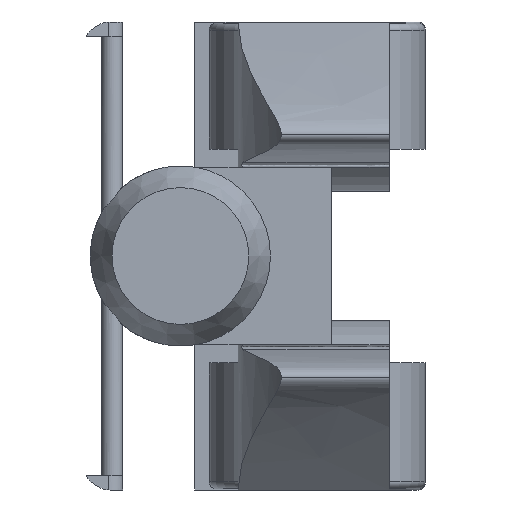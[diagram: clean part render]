
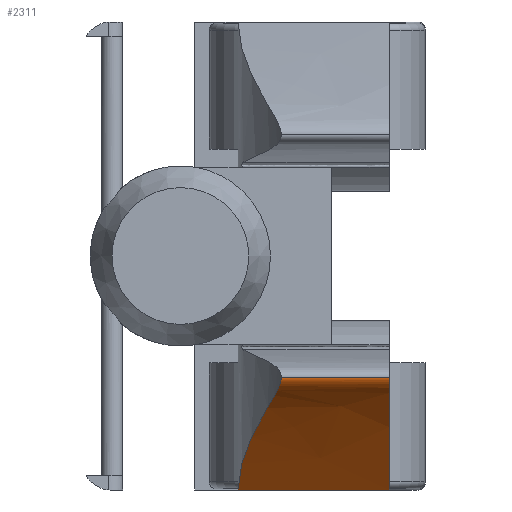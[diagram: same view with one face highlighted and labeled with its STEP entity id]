
A CAD part, left-side view. The second image highlights one B-rep face of the part: STEP entity #2311.
In plain terms, the highlighted free-form (B-spline) face has degree [2, 1] with [3, 2] control points.
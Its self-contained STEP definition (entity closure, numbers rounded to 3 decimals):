
#31=(
BOUNDED_SURFACE()
B_SPLINE_SURFACE(2,1,((#3920,#3921),(#3922,#3923),(#3924,#3925)),
 .UNSPECIFIED.,.F.,.F.,.F.)
B_SPLINE_SURFACE_WITH_KNOTS((3,3),(2,2),(3.208,6.417),
(0.,2.97),.UNSPECIFIED.)
GEOMETRIC_REPRESENTATION_ITEM()
RATIONAL_B_SPLINE_SURFACE(((2.,2.),(2.,
2.),(1.,1.)))
REPRESENTATION_ITEM('')
SURFACE()
);
#63=B_SPLINE_CURVE_WITH_KNOTS('',3,(#3345,#3346,#3347,#3348,#3349,#3350,
#3351,#3352,#3353,#3354,#3355,#3356),.UNSPECIFIED.,.F.,.F.,(4,2,2,2,2,4),
(0.,3.926,4.941,5.257,5.375,
5.476),.UNSPECIFIED.);
#84=B_SPLINE_CURVE_WITH_KNOTS('',3,(#3927,#3928,#3929,#3930,#3931,#3932,
#3933,#3934,#3935,#3936,#3937,#3938,#3939,#3940),.UNSPECIFIED.,.F.,.F.,
(4,2,2,2,2,2,4),(0.,0.033,0.084,
0.197,0.55,0.952,1.779),
 .UNSPECIFIED.);
#311=LINE('',#3919,#497);
#312=LINE('',#3941,#498);
#497=VECTOR('',#2898,10.);
#498=VECTOR('',#2899,10.);
#682=FACE_OUTER_BOUND('',#822,.T.);
#822=EDGE_LOOP('',(#1811,#1812,#1813,#1814));
#1005=VERTEX_POINT('',#3340);
#1006=VERTEX_POINT('',#3344);
#1112=VERTEX_POINT('',#3904);
#1113=VERTEX_POINT('',#3926);
#1233=EDGE_CURVE('',#1006,#1005,#63,.T.);
#1380=EDGE_CURVE('',#1112,#1005,#311,.T.);
#1381=EDGE_CURVE('',#1112,#1113,#84,.T.);
#1382=EDGE_CURVE('',#1006,#1113,#312,.T.);
#1811=ORIENTED_EDGE('',*,*,#1381,.T.);
#1812=ORIENTED_EDGE('',*,*,#1382,.F.);
#1813=ORIENTED_EDGE('',*,*,#1233,.T.);
#1814=ORIENTED_EDGE('',*,*,#1380,.F.);
#2311=ADVANCED_FACE('',(#682),#31,.T.);
#2898=DIRECTION('',(0.,-1.,0.));
#2899=DIRECTION('',(0.,1.,0.));
#3340=CARTESIAN_POINT('',(0.,0.,-16.856));
#3344=CARTESIAN_POINT('',(30.,0.,-32.5));
#3345=CARTESIAN_POINT('Ctrl Pts',(30.,0.,-32.5));
#3346=CARTESIAN_POINT('Ctrl Pts',(18.009,0.,
-27.254));
#3347=CARTESIAN_POINT('Ctrl Pts',(8.905,0.,
-23.133));
#3348=CARTESIAN_POINT('Ctrl Pts',(3.091,0.,
-19.857));
#3349=CARTESIAN_POINT('Ctrl Pts',(1.803,0.,
-19.069));
#3350=CARTESIAN_POINT('Ctrl Pts',(0.708,0.,
-18.107));
#3351=CARTESIAN_POINT('Ctrl Pts',(0.426,0.,
-17.827));
#3352=CARTESIAN_POINT('Ctrl Pts',(0.165,0.,
-17.425));
#3353=CARTESIAN_POINT('Ctrl Pts',(0.102,0.,-17.306));
#3354=CARTESIAN_POINT('Ctrl Pts',(0.022,0.,-17.077));
#3355=CARTESIAN_POINT('Ctrl Pts',(0.,0.,
-16.968));
#3356=CARTESIAN_POINT('Ctrl Pts',(0.,0.,
-16.856));
#3904=CARTESIAN_POINT('',(0.,15.,-16.856));
#3919=CARTESIAN_POINT('',(0.,27.,-16.856));
#3920=CARTESIAN_POINT('Ctrl Pts',(0.,27.,-16.856));
#3921=CARTESIAN_POINT('Ctrl Pts',(0.,-2.702,
-16.856));
#3922=CARTESIAN_POINT('Ctrl Pts',(-0.001,27.,-19.375));
#3923=CARTESIAN_POINT('Ctrl Pts',(-0.001,-2.702,
-19.375));
#3924=CARTESIAN_POINT('Ctrl Pts',(30.,27.,-32.5));
#3925=CARTESIAN_POINT('Ctrl Pts',(30.,-2.702,-32.5));
#3926=CARTESIAN_POINT('',(30.,21.,-32.5));
#3927=CARTESIAN_POINT('Ctrl Pts',(0.,15.,
-16.856));
#3928=CARTESIAN_POINT('Ctrl Pts',(0.,15.,
-16.965));
#3929=CARTESIAN_POINT('Ctrl Pts',(0.021,15.008,-17.071));
#3930=CARTESIAN_POINT('Ctrl Pts',(0.11,15.044,-17.333));
#3931=CARTESIAN_POINT('Ctrl Pts',(0.198,15.079,-17.485));
#3932=CARTESIAN_POINT('Ctrl Pts',(0.508,15.201,-17.919));
#3933=CARTESIAN_POINT('Ctrl Pts',(0.817,15.321,-18.215));
#3934=CARTESIAN_POINT('Ctrl Pts',(2.189,15.844,-19.349));
#3935=CARTESIAN_POINT('Ctrl Pts',(3.887,16.467,-20.349));
#3936=CARTESIAN_POINT('Ctrl Pts',(8.33,17.862,-22.685));
#3937=CARTESIAN_POINT('Ctrl Pts',(10.857,18.539,-23.888));
#3938=CARTESIAN_POINT('Ctrl Pts',(18.875,20.269,-27.616));
#3939=CARTESIAN_POINT('Ctrl Pts',(24.412,20.911,-30.055));
#3940=CARTESIAN_POINT('Ctrl Pts',(30.,21.,-32.5));
#3941=CARTESIAN_POINT('',(30.,0.,-32.5));
